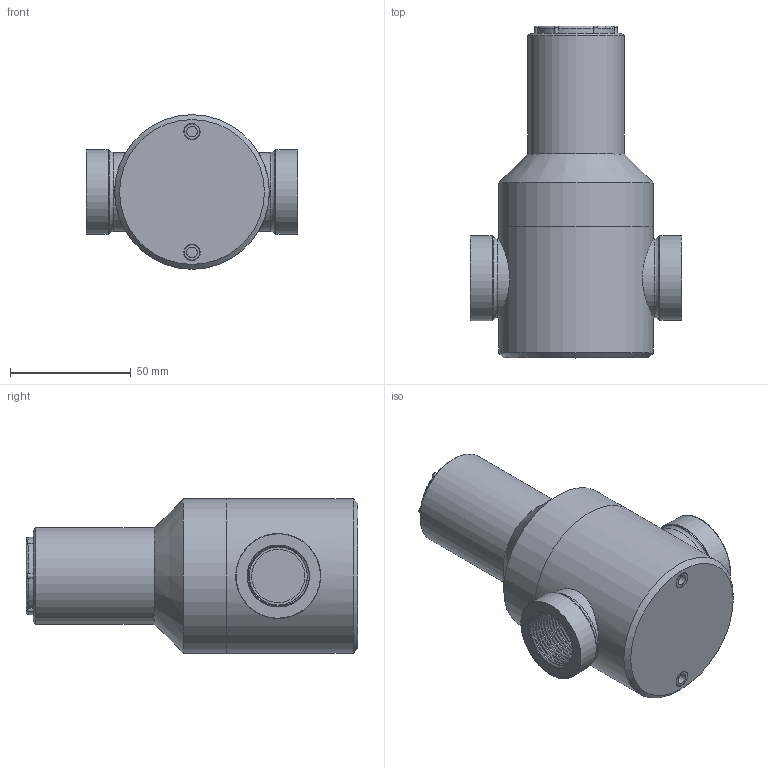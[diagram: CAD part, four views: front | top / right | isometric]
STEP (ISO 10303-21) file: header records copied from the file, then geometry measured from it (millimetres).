
FILE_DESCRIPTION (( 'STEP AP214' ), '1' );
FILE_NAME ('3-4-1101-7X.STEP', '2019-07-05T07:50:15', ( '' ), ( '' ), 'SwSTEP 2.0', 'SolidWorks 2019', '' );
FILE_SCHEMA (( 'AUTOMOTIVE_DESIGN' ));
Length unit declared in the file: millimetre
Products named in the file (14): 25mm stub - ABS; M5 Thread Inserts - no knurl; 25mm stub cutout - ABS; Body detail - ABS; 3-4-1101-7X; Body detail - ABS_25mm or 3-4; 25mm Dust Cap; PVC Bonnet all size_25mm PVC-304; PVC Bonnet all size
Assembly tree (7 placements, depth 2):
  25mm stub - ABS
  25mm stub cutout - ABS
  Body detail - ABS
  3-4-1101-7X
    PVC Bonnet all size_25mm PVC-304
    25mm Dust Cap
    M5 Thread Inserts - no knurl  x2
    25mm stub - ABS
    25mm stub cutout - ABS
    Body detail - ABS_25mm or 3-4
  M5 Thread Inserts - no knurl
Bounding box: 87.56 x 137.4 x 64 mm (x, y, z)
Volume: 313655.9 mm3; surface area: 59221.4 mm2
Topology: 7 solids, 7 shells, 119 faces, 275 edges, 178 vertices
Faces by surface type: plane 50, cylinder 37, cone 13, bspline 10, torus 9
Full cylindrical faces by diameter (mm): 4.4 x2, 6.35 x2, 6.8 x2, 22.026 x2, 24.117 x2, 25.706 x2, 32.8 x4, 34.43 x2, 35.147 x2, 40 x1, 64 x2
Entity records: 8202 total; most frequent: CARTESIAN_POINT 5437, DIRECTION 428, ORIENTED_EDGE 370, AXIS2_PLACEMENT_3D 200, EDGE_CURVE 185, EDGE_LOOP 154, VERTEX_POINT 137, FACE_OUTER_BOUND 136
